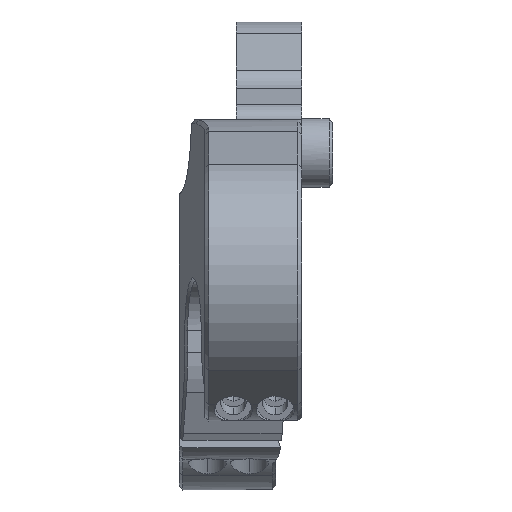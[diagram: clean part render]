
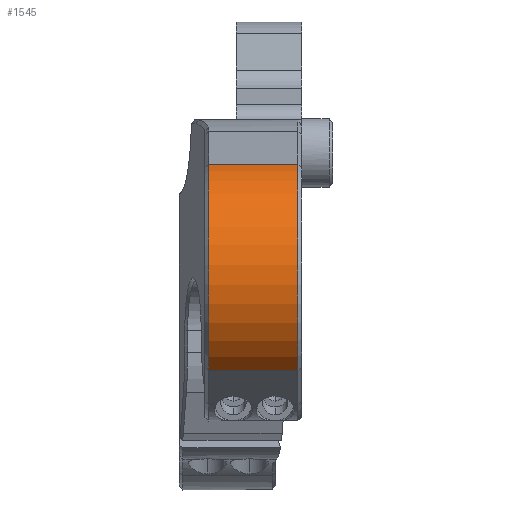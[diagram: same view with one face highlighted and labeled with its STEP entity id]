
A CAD part, left-side view. The second image highlights one B-rep face of the part: STEP entity #1545.
In plain terms, the highlighted cylindrical face has radius 31 mm (diameter 62 mm), a partial arc.
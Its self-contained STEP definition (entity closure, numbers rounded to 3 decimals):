
#223 = FACE_OUTER_BOUND ( 'NONE', #6060, .T. ) ;
#670 = LINE ( 'NONE', #6230, #8617 ) ;
#840 = ORIENTED_EDGE ( 'NONE', *, *, #3215, .T. ) ;
#896 = CIRCLE ( 'NONE', #7383, 31. ) ;
#1545 = ADVANCED_FACE ( 'NONE', ( #223 ), #7856, .T. ) ;
#1602 = EDGE_CURVE ( 'NONE', #4542, #7902, #670, .T. ) ;
#1694 = ORIENTED_EDGE ( 'NONE', *, *, #1602, .T. ) ;
#2788 = ORIENTED_EDGE ( 'NONE', *, *, #3171, .T. ) ;
#3060 = DIRECTION ( 'NONE',  ( 0., 1., 0. ) ) ;
#3171 = EDGE_CURVE ( 'NONE', #7902, #7244, #896, .T. ) ;
#3215 = EDGE_CURVE ( 'NONE', #6603, #4542, #4153, .T. ) ;
#3815 = CARTESIAN_POINT ( 'NONE',  ( -111.295, -7.8, 57.799 ) ) ;
#3991 = LINE ( 'NONE', #7922, #4866 ) ;
#4153 = CIRCLE ( 'NONE', #8513, 31. ) ;
#4542 = VERTEX_POINT ( 'NONE', #5995 ) ;
#4866 = VECTOR ( 'NONE', #7253, 1000. ) ;
#5190 = DIRECTION ( 'NONE',  ( 0., 0., 1. ) ) ;
#5210 = CARTESIAN_POINT ( 'NONE',  ( -121.836, -7.8, 3.572 ) ) ;
#5215 = CARTESIAN_POINT ( 'NONE',  ( -102.75, -7.8, 28. ) ) ;
#5542 = CARTESIAN_POINT ( 'NONE',  ( -102.75, -32.3, 28. ) ) ;
#5995 = CARTESIAN_POINT ( 'NONE',  ( -111.295, -31.3, 57.799 ) ) ;
#6060 = EDGE_LOOP ( 'NONE', ( #8484, #840, #1694, #2788 ) ) ;
#6230 = CARTESIAN_POINT ( 'NONE',  ( -111.295, -32.3, 57.799 ) ) ;
#6302 = DIRECTION ( 'NONE',  ( 0., 0., 1. ) ) ;
#6580 = DIRECTION ( 'NONE',  ( 0., 0., 1. ) ) ;
#6603 = VERTEX_POINT ( 'NONE', #8197 ) ;
#6937 = DIRECTION ( 'NONE',  ( 0., 1., 0. ) ) ;
#7244 = VERTEX_POINT ( 'NONE', #5210 ) ;
#7253 = DIRECTION ( 'NONE',  ( 0., 1., 0. ) ) ;
#7262 = CARTESIAN_POINT ( 'NONE',  ( -102.75, -31.3, 28. ) ) ;
#7383 = AXIS2_PLACEMENT_3D ( 'NONE', #5215, #7963, #5190 ) ;
#7575 = EDGE_CURVE ( 'NONE', #6603, #7244, #3991, .T. ) ;
#7856 = CYLINDRICAL_SURFACE ( 'NONE', #8727, 31. ) ;
#7902 = VERTEX_POINT ( 'NONE', #3815 ) ;
#7922 = CARTESIAN_POINT ( 'NONE',  ( -121.836, -32.3, 3.572 ) ) ;
#7963 = DIRECTION ( 'NONE',  ( 0., -1., 0. ) ) ;
#8197 = CARTESIAN_POINT ( 'NONE',  ( -121.836, -31.3, 3.572 ) ) ;
#8484 = ORIENTED_EDGE ( 'NONE', *, *, #7575, .F. ) ;
#8513 = AXIS2_PLACEMENT_3D ( 'NONE', #7262, #3060, #6580 ) ;
#8550 = DIRECTION ( 'NONE',  ( 0., 1., 0. ) ) ;
#8617 = VECTOR ( 'NONE', #8550, 1000. ) ;
#8727 = AXIS2_PLACEMENT_3D ( 'NONE', #5542, #6937, #6302 ) ;
